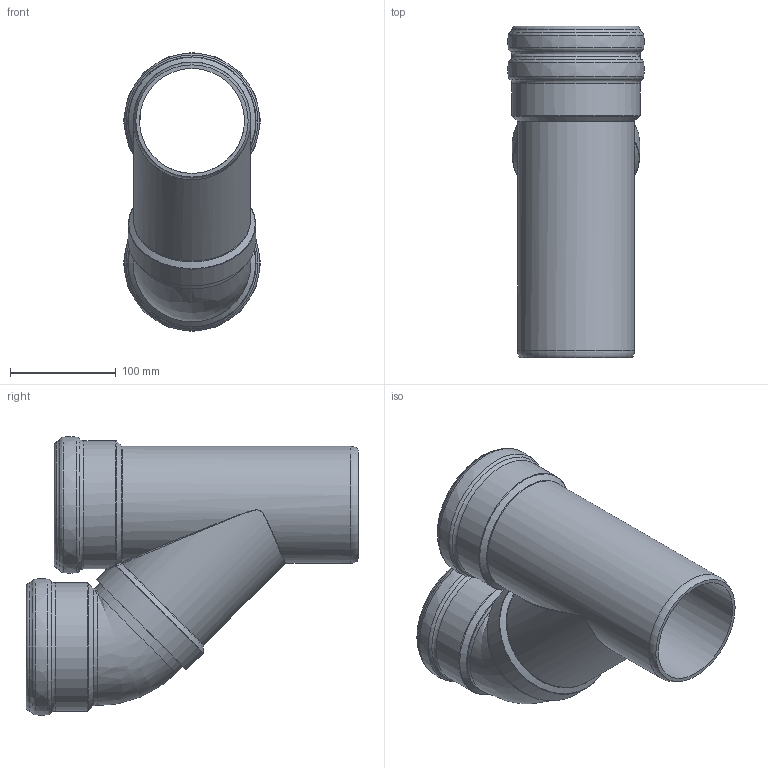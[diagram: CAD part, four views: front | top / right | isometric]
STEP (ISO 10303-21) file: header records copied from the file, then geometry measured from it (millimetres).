
FILE_DESCRIPTION(/* description */ (''),/* implementation_level */ '2;1');
FILE_NAME(/* name */ '335920 SKOLANsafePA Parallelabzweig DN_OD 110_110 Zusammenbau.stp',/* time_stamp */ '2018-01-09T13:02:26+01:00',/* author */ ('user1'),/* organization */ (''),/* preprocessor_version */ 'ST-DEVELOPER v16.1',/* originating_system */ 'Autodesk Inventor 2016',/* authorisation */ '');
FILE_SCHEMA (('AUTOMOTIVE_DESIGN { 1 0 10303 214 3 1 1 }'));
Length unit declared in the file: millimetre
Products named in the file (3): 335920 SKPA Parallelabzweig DN_OD 110_110  teil 1; 335920 SKPA Parallelabzweig DN_OD 110_110  teil 2; 335920 SKOLANsafePA Parallelabzweig DN_OD 110_110 Zusammenbau
Assembly tree (2 placements, depth 2):
  335920 SKOLANsafePA Parallelabzweig DN_OD 110_110 Zusammenbau
    335920 SKPA Parallelabzweig DN_OD 110_110  teil 1
    335920 SKPA Parallelabzweig DN_OD 110_110  teil 2
Bounding box: 128.9 x 313.26 x 262.9 mm (x, y, z)
Volume: 909790.8 mm3; surface area: 349926.2 mm2
Topology: 2 solids, 2 shells, 96 faces, 213 edges, 115 vertices
Faces by surface type: torus 34, bspline 27, cylinder 18, cone 10, sphere 4, plane 3
Full cylindrical faces by diameter (mm): 98.6 x1, 99 x1, 99.4 x2, 110.4 x3, 110.8 x3, 111 x1, 112 x1, 120 x1, 120.8 x2, 120.9 x2
Entity records: 3500 total; most frequent: CARTESIAN_POINT 1733, DIRECTION 352, ORIENTED_EDGE 290, AXIS2_PLACEMENT_3D 176, EDGE_LOOP 155, EDGE_CURVE 145, VERTEX_POINT 106, CIRCLE 100
